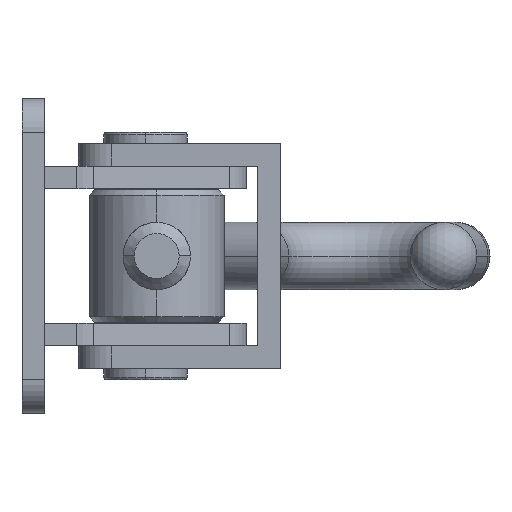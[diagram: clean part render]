
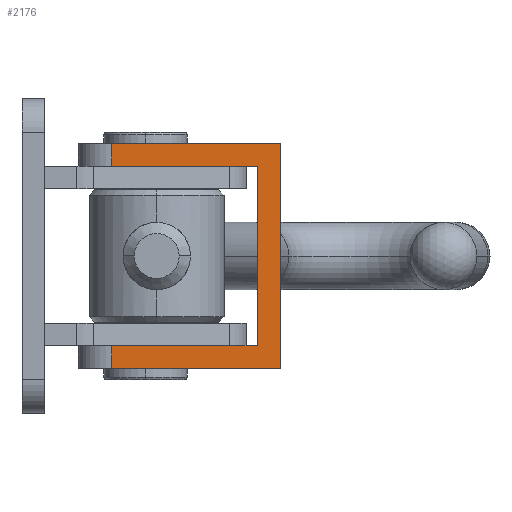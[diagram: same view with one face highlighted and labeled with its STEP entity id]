
A CAD part, left-side view. The second image highlights one B-rep face of the part: STEP entity #2176.
In plain terms, the highlighted planar face has unit normal (-1, 0, 0).
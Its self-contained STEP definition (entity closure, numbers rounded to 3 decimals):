
#216 = EDGE_CURVE ( 'NONE', #877, #3995, #4107, .T. ) ;
#224 = ORIENTED_EDGE ( 'NONE', *, *, #3499, .F. ) ;
#274 = CARTESIAN_POINT ( 'NONE',  ( -50., 0., -10. ) ) ;
#324 = DIRECTION ( 'NONE',  ( 0., -1., 0. ) ) ;
#412 = PLANE ( 'NONE',  #2309 ) ;
#428 = CARTESIAN_POINT ( 'NONE',  ( -50., 18., -8. ) ) ;
#512 = VECTOR ( 'NONE', #2978, 1000. ) ;
#590 = VERTEX_POINT ( 'NONE', #4258 ) ;
#728 = CARTESIAN_POINT ( 'NONE',  ( -50., 2., 10. ) ) ;
#761 = CARTESIAN_POINT ( 'NONE',  ( -50., 15., -8. ) ) ;
#767 = VECTOR ( 'NONE', #3442, 1000. ) ;
#829 = LINE ( 'NONE', #428, #2754 ) ;
#877 = VERTEX_POINT ( 'NONE', #274 ) ;
#961 = CARTESIAN_POINT ( 'NONE',  ( -50., 2., -8. ) ) ;
#965 = VERTEX_POINT ( 'NONE', #961 ) ;
#977 = ORIENTED_EDGE ( 'NONE', *, *, #1557, .F. ) ;
#1040 = CARTESIAN_POINT ( 'NONE',  ( -50., 15., -10. ) ) ;
#1085 = DIRECTION ( 'NONE',  ( 0., 0., 1. ) ) ;
#1219 = LINE ( 'NONE', #2469, #2793 ) ;
#1296 = ORIENTED_EDGE ( 'NONE', *, *, #1787, .F. ) ;
#1463 = VERTEX_POINT ( 'NONE', #3384 ) ;
#1513 = CARTESIAN_POINT ( 'NONE',  ( -50., 2., 8. ) ) ;
#1557 = EDGE_CURVE ( 'NONE', #1963, #965, #829, .T. ) ;
#1634 = VECTOR ( 'NONE', #1644, 1000. ) ;
#1644 = DIRECTION ( 'NONE',  ( 0., -1., 0. ) ) ;
#1752 = VECTOR ( 'NONE', #2764, 1000. ) ;
#1767 = ORIENTED_EDGE ( 'NONE', *, *, #2320, .F. ) ;
#1787 = EDGE_CURVE ( 'NONE', #965, #3695, #4353, .T. ) ;
#1802 = ORIENTED_EDGE ( 'NONE', *, *, #3516, .F. ) ;
#1862 = VECTOR ( 'NONE', #2100, 1000. ) ;
#1963 = VERTEX_POINT ( 'NONE', #761 ) ;
#2100 = DIRECTION ( 'NONE',  ( 0., 0., 1. ) ) ;
#2153 = ORIENTED_EDGE ( 'NONE', *, *, #3918, .T. ) ;
#2176 = ADVANCED_FACE ( 'NONE', ( #2755 ), #412, .F. ) ;
#2215 = ORIENTED_EDGE ( 'NONE', *, *, #216, .T. ) ;
#2238 = EDGE_CURVE ( 'NONE', #1463, #3695, #1219, .T. ) ;
#2309 = AXIS2_PLACEMENT_3D ( 'NONE', #728, #2656, #2713 ) ;
#2320 = EDGE_CURVE ( 'NONE', #2576, #1963, #3497, .T. ) ;
#2350 = CARTESIAN_POINT ( 'NONE',  ( -50., 15., -10. ) ) ;
#2363 = DIRECTION ( 'NONE',  ( 0., -1., 0. ) ) ;
#2378 = EDGE_LOOP ( 'NONE', ( #1767, #2153, #2215, #1802, #224, #4140, #1296, #977 ) ) ;
#2381 = CARTESIAN_POINT ( 'NONE',  ( -50., 2., 10. ) ) ;
#2469 = CARTESIAN_POINT ( 'NONE',  ( -50., 18., 8. ) ) ;
#2576 = VERTEX_POINT ( 'NONE', #2350 ) ;
#2590 = VECTOR ( 'NONE', #1085, 1000. ) ;
#2624 = CARTESIAN_POINT ( 'NONE',  ( -50., 2., -10. ) ) ;
#2656 = DIRECTION ( 'NONE',  ( 1., 0., 0. ) ) ;
#2713 = DIRECTION ( 'NONE',  ( 0., -1., 0. ) ) ;
#2736 = LINE ( 'NONE', #3807, #1752 ) ;
#2740 = CARTESIAN_POINT ( 'NONE',  ( -50., 0., 10. ) ) ;
#2754 = VECTOR ( 'NONE', #324, 1000. ) ;
#2755 = FACE_OUTER_BOUND ( 'NONE', #2378, .T. ) ;
#2764 = DIRECTION ( 'NONE',  ( 0., -1., 0. ) ) ;
#2793 = VECTOR ( 'NONE', #2363, 1000. ) ;
#2978 = DIRECTION ( 'NONE',  ( 0., 0., 1. ) ) ;
#3006 = CARTESIAN_POINT ( 'NONE',  ( -50., 0., 10. ) ) ;
#3384 = CARTESIAN_POINT ( 'NONE',  ( -50., 15., 8. ) ) ;
#3422 = LINE ( 'NONE', #2624, #1634 ) ;
#3442 = DIRECTION ( 'NONE',  ( 0., 0., 1. ) ) ;
#3497 = LINE ( 'NONE', #1040, #2590 ) ;
#3499 = EDGE_CURVE ( 'NONE', #1463, #590, #4514, .T. ) ;
#3516 = EDGE_CURVE ( 'NONE', #590, #3995, #2736, .T. ) ;
#3695 = VERTEX_POINT ( 'NONE', #1513 ) ;
#3807 = CARTESIAN_POINT ( 'NONE',  ( -50., 2., 10. ) ) ;
#3918 = EDGE_CURVE ( 'NONE', #2576, #877, #3422, .T. ) ;
#3995 = VERTEX_POINT ( 'NONE', #3006 ) ;
#4107 = LINE ( 'NONE', #2740, #512 ) ;
#4140 = ORIENTED_EDGE ( 'NONE', *, *, #2238, .T. ) ;
#4165 = CARTESIAN_POINT ( 'NONE',  ( -50., 15., -10. ) ) ;
#4258 = CARTESIAN_POINT ( 'NONE',  ( -50., 15., 10. ) ) ;
#4353 = LINE ( 'NONE', #2381, #767 ) ;
#4514 = LINE ( 'NONE', #4165, #1862 ) ;
